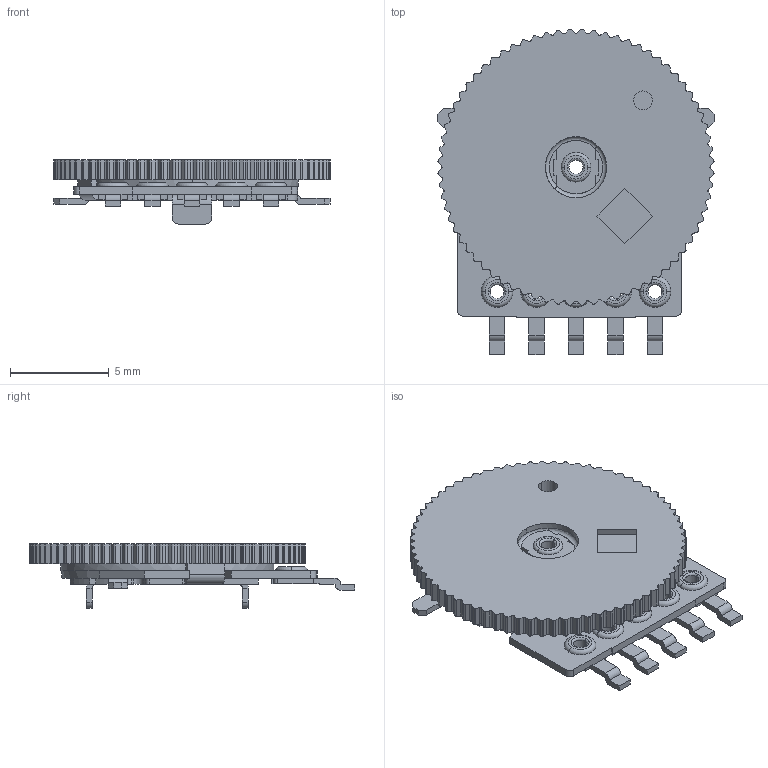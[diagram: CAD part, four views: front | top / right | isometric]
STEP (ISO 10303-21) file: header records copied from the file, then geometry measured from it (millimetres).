
FILE_DESCRIPTION(('FreeCAD Model'),'2;1');
FILE_NAME('Open CASCADE Shape Model','2024-07-30T11:29:14',(''),(''), 'Open CASCADE STEP processor 7.6','FreeCAD','Unknown');
FILE_SCHEMA(('AUTOMOTIVE_DESIGN { 1 0 10303 214 1 1 1 1 }'));
Length unit declared in the file: millimetre
Products named in the file (1): SOLID
Bounding box: 14 x 16.49 x 3.25 mm (x, y, z)
Volume: 262.3 mm3; surface area: 561.9 mm2
Topology: 1 solids, 1 shells, 657 faces, 1860 edges, 1215 vertices
Faces by surface type: plane 361, cylinder 257, torus 38, bspline 1
Entity records: 51049 total; most frequent: CARTESIAN_POINT 9260, DIRECTION 7216, LINE 4402, VECTOR 4402, ORIENTED_EDGE 3720, PCURVE 3720, DEFINITIONAL_REPRESENTATION 3720, EDGE_CURVE 1860
